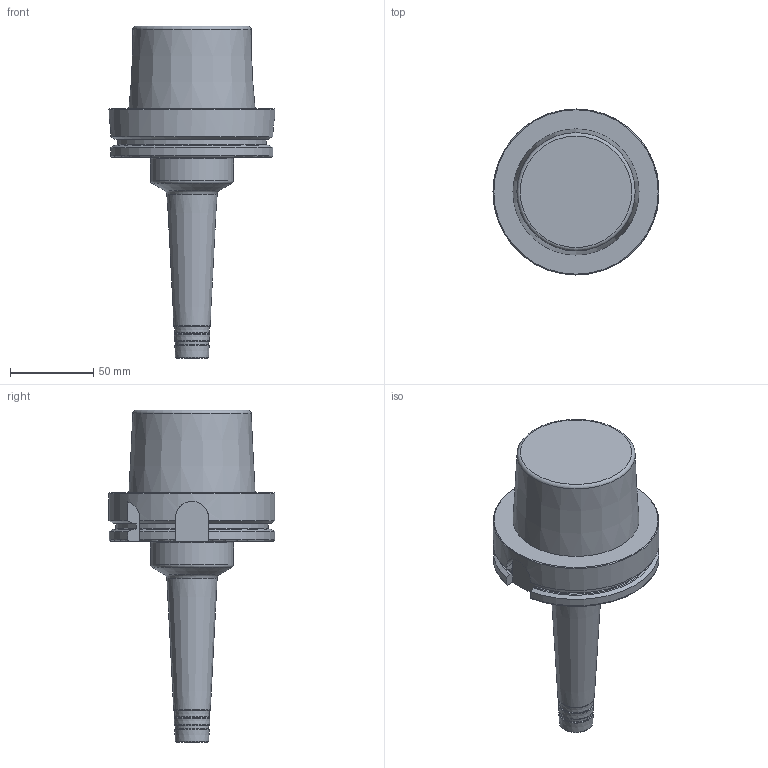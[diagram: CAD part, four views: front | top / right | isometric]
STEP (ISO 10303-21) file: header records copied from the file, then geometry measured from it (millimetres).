
FILE_DESCRIPTION(/* description */ (''),/* implementation_level */ '2;1');
FILE_NAME(/* name */ 'HSKA100-HCS06-150.stp',/* time_stamp */ '2022-02-25T08:20:06+06:00',/* author */ (''),/* organization */ (''),/* preprocessor_version */ 'ST-DEVELOPER v16.7',/* originating_system */ 'SIEMENS PLM Software NX 12.0',/* authorisation */ '');
FILE_SCHEMA (('AUTOMOTIVE_DESIGN { 1 0 10303 214 3 1 1 1 }'));
Length unit declared in the file: millimetre
Products named in the file (1): inpu19449C05qo22
Bounding box: 100 x 100 x 200 mm (x, y, z)
Volume: 516666 mm3; surface area: 47610 mm2
Topology: 1 solids, 1 shells, 73 faces, 203 edges, 138 vertices
Faces by surface type: torus 22, plane 20, cone 18, cylinder 13
Full cylindrical faces by diameter (mm): 6 x1, 50 x1, 100 x1
Entity records: 2691 total; most frequent: CARTESIAN_POINT 733, DIRECTION 422, ORIENTED_EDGE 402, EDGE_CURVE 201, AXIS2_PLACEMENT_3D 178, VERTEX_POINT 134, CIRCLE 101, EDGE_LOOP 77
